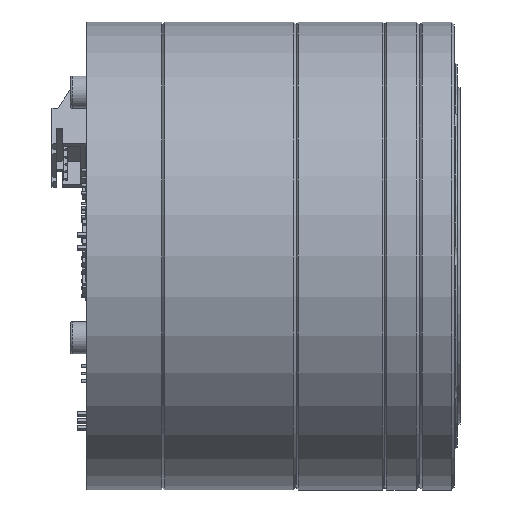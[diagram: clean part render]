
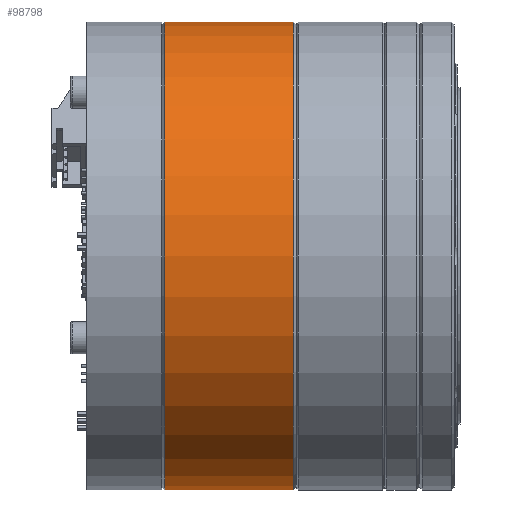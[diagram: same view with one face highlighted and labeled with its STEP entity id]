
A CAD part, front view. The second image highlights one B-rep face of the part: STEP entity #98798.
In plain terms, the highlighted cylindrical face has radius 40 mm (diameter 80 mm), a full revolution.
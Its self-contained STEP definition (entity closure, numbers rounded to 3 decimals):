
#765=CYLINDRICAL_SURFACE('',#104499,40.);
#3913=CIRCLE('',#104497,40.);
#3914=CIRCLE('',#104498,40.);
#3915=CIRCLE('',#104500,40.);
#3916=CIRCLE('',#104501,40.);
#10345=FACE_OUTER_BOUND('',#15450,.T.);
#15450=EDGE_LOOP('',(#66743,#66744,#66745,#66746,#66747,#66748));
#22248=LINE('',#150422,#30666);
#30666=VECTOR('',#119220,40.);
#38840=VERTEX_POINT('',#150415);
#38841=VERTEX_POINT('',#150417);
#38842=VERTEX_POINT('',#150421);
#38843=VERTEX_POINT('',#150423);
#49584=EDGE_CURVE('',#38840,#38841,#3913,.T.);
#49585=EDGE_CURVE('',#38841,#38840,#3914,.T.);
#49586=EDGE_CURVE('',#38841,#38842,#22248,.T.);
#49587=EDGE_CURVE('',#38843,#38842,#3915,.T.);
#49588=EDGE_CURVE('',#38842,#38843,#3916,.T.);
#66743=ORIENTED_EDGE('',*,*,#49584,.F.);
#66744=ORIENTED_EDGE('',*,*,#49585,.F.);
#66745=ORIENTED_EDGE('',*,*,#49586,.T.);
#66746=ORIENTED_EDGE('',*,*,#49587,.F.);
#66747=ORIENTED_EDGE('',*,*,#49588,.F.);
#66748=ORIENTED_EDGE('',*,*,#49586,.F.);
#98798=ADVANCED_FACE('',(#10345),#765,.T.);
#104497=AXIS2_PLACEMENT_3D('',#150418,#119214,#119215);
#104498=AXIS2_PLACEMENT_3D('',#150419,#119216,#119217);
#104499=AXIS2_PLACEMENT_3D('',#150420,#119218,#119219);
#104500=AXIS2_PLACEMENT_3D('',#150424,#119221,#119222);
#104501=AXIS2_PLACEMENT_3D('',#150425,#119223,#119224);
#119214=DIRECTION('center_axis',(-1.,0.,0.));
#119215=DIRECTION('ref_axis',(0.,-1.,0.));
#119216=DIRECTION('center_axis',(-1.,0.,0.));
#119217=DIRECTION('ref_axis',(0.,-1.,0.));
#119218=DIRECTION('center_axis',(-1.,0.,0.));
#119219=DIRECTION('ref_axis',(0.,1.,0.));
#119220=DIRECTION('',(1.,0.,0.));
#119221=DIRECTION('center_axis',(1.,0.,0.));
#119222=DIRECTION('ref_axis',(0.,-1.,0.));
#119223=DIRECTION('center_axis',(1.,0.,0.));
#119224=DIRECTION('ref_axis',(0.,-1.,0.));
#150415=CARTESIAN_POINT('',(-9.5,40.,0.));
#150417=CARTESIAN_POINT('',(-9.5,-40.,0.));
#150418=CARTESIAN_POINT('Origin',(-9.5,0.,
0.));
#150419=CARTESIAN_POINT('Origin',(-9.5,0.,
0.));
#150420=CARTESIAN_POINT('Origin',(1.5,0.,
0.));
#150421=CARTESIAN_POINT('',(12.5,-40.,0.));
#150422=CARTESIAN_POINT('',(1.5,-40.,0.));
#150423=CARTESIAN_POINT('',(12.5,40.,0.));
#150424=CARTESIAN_POINT('Origin',(12.5,0.,
0.));
#150425=CARTESIAN_POINT('Origin',(12.5,0.,
0.));
